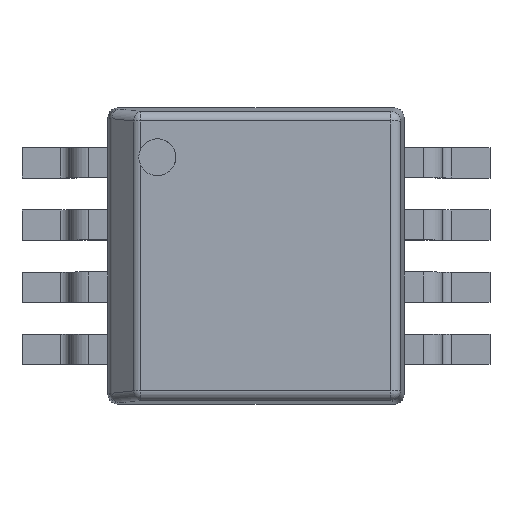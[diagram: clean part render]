
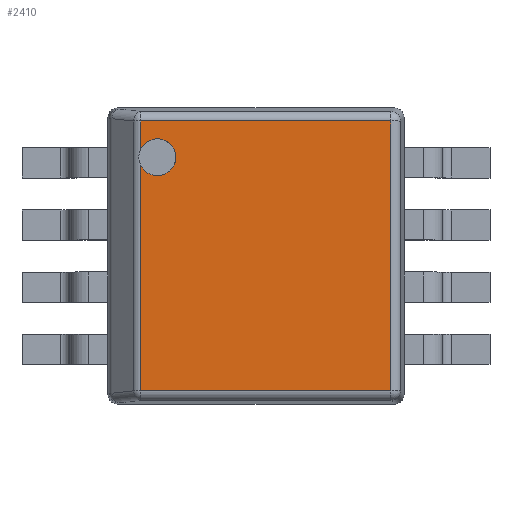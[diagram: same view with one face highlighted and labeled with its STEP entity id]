
A CAD part, top view. The second image highlights one B-rep face of the part: STEP entity #2410.
In plain terms, the highlighted planar face has unit normal (0, 0, 1).
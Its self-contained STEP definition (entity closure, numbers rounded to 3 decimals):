
#2194 = VERTEX_POINT('',#2195);
#2195 = CARTESIAN_POINT('',(0.341,2.963,1.1));
#2202 = EDGE_CURVE('',#2194,#2203,#2205,.T.);
#2203 = VERTEX_POINT('',#2204);
#2204 = CARTESIAN_POINT('',(2.963,2.963,1.1));
#2205 = LINE('',#2206,#2207);
#2206 = CARTESIAN_POINT('',(0.3,2.963,1.1));
#2207 = VECTOR('',#2208,1.);
#2208 = DIRECTION('',(1.,0.,0.));
#2269 = VERTEX_POINT('',#2270);
#2270 = CARTESIAN_POINT('',(2.963,0.137,1.1));
#2277 = EDGE_CURVE('',#2278,#2269,#2280,.T.);
#2278 = VERTEX_POINT('',#2279);
#2279 = CARTESIAN_POINT('',(0.341,0.137,1.1));
#2280 = LINE('',#2281,#2282);
#2281 = CARTESIAN_POINT('',(0.3,0.137,1.1));
#2282 = VECTOR('',#2283,1.);
#2283 = DIRECTION('',(1.,-0.,0.));
#2309 = EDGE_CURVE('',#2278,#2310,#2312,.T.);
#2310 = VERTEX_POINT('',#2311);
#2311 = CARTESIAN_POINT('',(0.341,2.501,1.1));
#2312 = LINE('',#2313,#2314);
#2313 = CARTESIAN_POINT('',(0.341,0.047,1.1));
#2314 = VECTOR('',#2315,1.);
#2315 = DIRECTION('',(0.,1.,0.));
#2318 = VERTEX_POINT('',#2319);
#2319 = CARTESIAN_POINT('',(0.341,2.666,1.1));
#2348 = EDGE_CURVE('',#2318,#2194,#2349,.T.);
#2349 = LINE('',#2350,#2351);
#2350 = CARTESIAN_POINT('',(0.341,0.047,1.1));
#2351 = VECTOR('',#2352,1.);
#2352 = DIRECTION('',(0.,1.,0.));
#2410 = ADVANCED_FACE('',(#2411),#2439,.T.);
#2411 = FACE_BOUND('',#2412,.T.);
#2412 = EDGE_LOOP('',(#2413,#2414,#2415,#2424,#2431,#2432,#2433));
#2413 = ORIENTED_EDGE('',*,*,#2202,.F.);
#2414 = ORIENTED_EDGE('',*,*,#2348,.F.);
#2415 = ORIENTED_EDGE('',*,*,#2416,.F.);
#2416 = EDGE_CURVE('',#2417,#2318,#2419,.T.);
#2417 = VERTEX_POINT('',#2418);
#2418 = CARTESIAN_POINT('',(0.71,2.583,1.1));
#2419 = CIRCLE('',#2420,0.194);
#2420 = AXIS2_PLACEMENT_3D('',#2421,#2422,#2423);
#2421 = CARTESIAN_POINT('',(0.517,2.583,1.1));
#2422 = DIRECTION('',(0.,0.,1.));
#2423 = DIRECTION('',(1.,0.,-0.));
#2424 = ORIENTED_EDGE('',*,*,#2425,.F.);
#2425 = EDGE_CURVE('',#2310,#2417,#2426,.T.);
#2426 = CIRCLE('',#2427,0.194);
#2427 = AXIS2_PLACEMENT_3D('',#2428,#2429,#2430);
#2428 = CARTESIAN_POINT('',(0.517,2.583,1.1));
#2429 = DIRECTION('',(0.,0.,1.));
#2430 = DIRECTION('',(1.,0.,-0.));
#2431 = ORIENTED_EDGE('',*,*,#2309,.F.);
#2432 = ORIENTED_EDGE('',*,*,#2277,.T.);
#2433 = ORIENTED_EDGE('',*,*,#2434,.T.);
#2434 = EDGE_CURVE('',#2269,#2203,#2435,.T.);
#2435 = LINE('',#2436,#2437);
#2436 = CARTESIAN_POINT('',(2.963,0.047,1.1));
#2437 = VECTOR('',#2438,1.);
#2438 = DIRECTION('',(0.,1.,-0.));
#2439 = PLANE('',#2440);
#2440 = AXIS2_PLACEMENT_3D('',#2441,#2442,#2443);
#2441 = CARTESIAN_POINT('',(0.,0.,1.1));
#2442 = DIRECTION('',(0.,0.,1.));
#2443 = DIRECTION('',(1.,0.,-0.));
